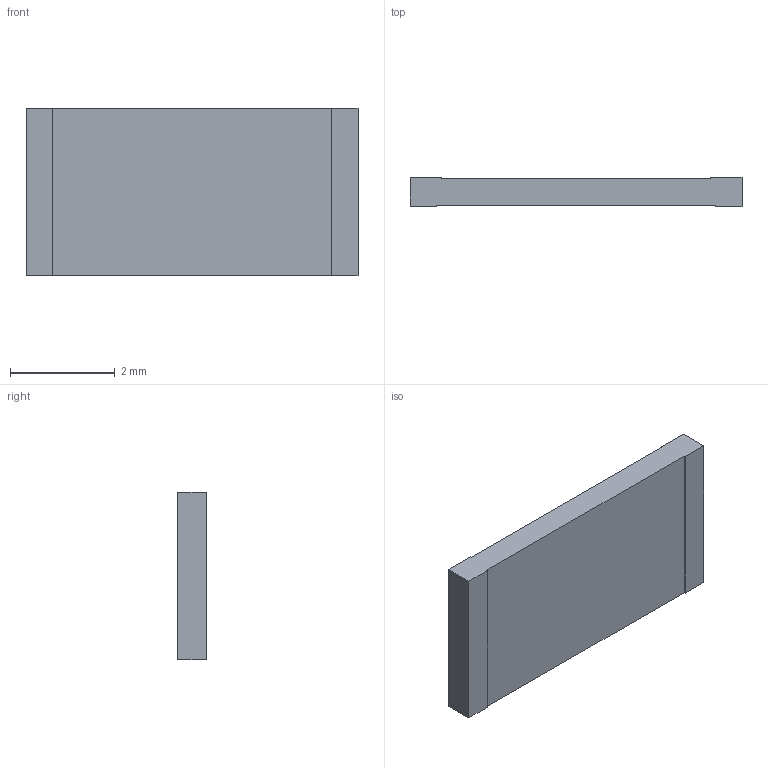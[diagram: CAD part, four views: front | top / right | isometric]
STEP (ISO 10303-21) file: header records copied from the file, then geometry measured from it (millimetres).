
FILE_DESCRIPTION((''),'2;1');
FILE_NAME('RSMD-2512_L6-35_W3-2_H0-55','2020-05-30T',('Dragos'),(''),'PRO/ENGINEER BY PARAMETRIC TECHNOLOGY CORPORATION, 2004440','PRO/ENGINEER BY PARAMETRIC TECHNOLOGY CORPORATION, 2004440','');
FILE_SCHEMA(('AUTOMOTIVE_DESIGN { 1 0 10303 214 1 1 1 1 }'));
Length unit declared in the file: millimetre
Products named in the file (1): RSMD-2512_L6-35_W3-2_H0-55
Bounding box: 6.35 x 0.55 x 3.2 mm (x, y, z)
Volume: 10.5 mm3; surface area: 51.1 mm2
Topology: 1 solids, 1 shells, 149 faces, 423 edges, 282 vertices
Faces by surface type: plane 149
Entity records: 6270 total; most frequent: CARTESIAN_POINT 856, ORIENTED_EDGE 846, DIRECTION 723, PRESENTATION_STYLE_ASSIGNMENT 442, STYLED_ITEM 425, CURVE_STYLE 424, VECTOR 423, LINE 423
